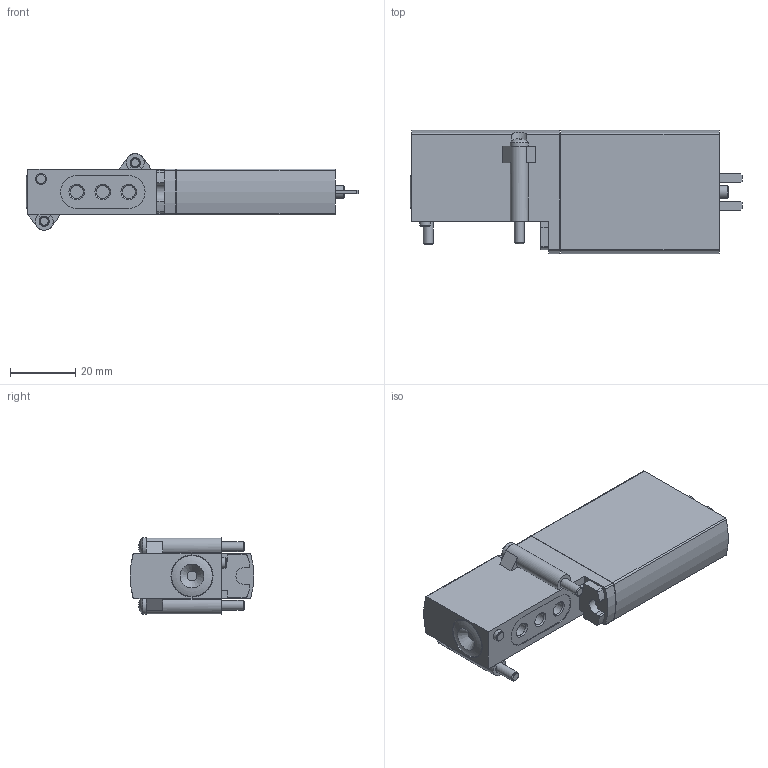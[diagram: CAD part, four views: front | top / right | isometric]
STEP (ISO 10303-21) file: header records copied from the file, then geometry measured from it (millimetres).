
FILE_DESCRIPTION(/* description */ ('STEP AP214'),/* implementation_level */ '2;1');
FILE_NAME(/* name */ '525135_MHA3-MS1H-3_2G-3',/* time_stamp */ '2024-08-31T07:44:01+02:00',/* author */ ('License CC BY-ND 4.0'),/* organization */ ('CADENAS'),/* preprocessor_version */ 'ST-DEVELOPER v19.3',/* originating_system */ 'PARTsolutions',/* authorisation */ ' ');
FILE_SCHEMA (('AUTOMOTIVE_DESIGN {1 0 10303 214 3 1 1}'));
Length unit declared in the file: millimetre
Products named in the file (1): 525135 MHA3-MS1H-3/2G-3
Bounding box: 102.1 x 38 x 23.6 mm (x, y, z)
Volume: 44811 mm3; surface area: 12269 mm2
Topology: 1 solids, 2 shells, 153 faces, 376 edges, 244 vertices
Faces by surface type: plane 97, cylinder 44, cone 9, sphere 2, torus 1
Full cylindrical faces by diameter (mm): 1.567 x1, 3 x2, 3.1 x2, 3.35 x1, 4 x4, 5.6 x2, 12.5 x2, 12.962 x1
Entity records: 5464 total; most frequent: DIRECTION 771, CARTESIAN_POINT 767, ORIENTED_EDGE 694, EDGE_CURVE 347, AXIS2_PLACEMENT_3D 276, VERTEX_POINT 242, LINE 219, VECTOR 219
